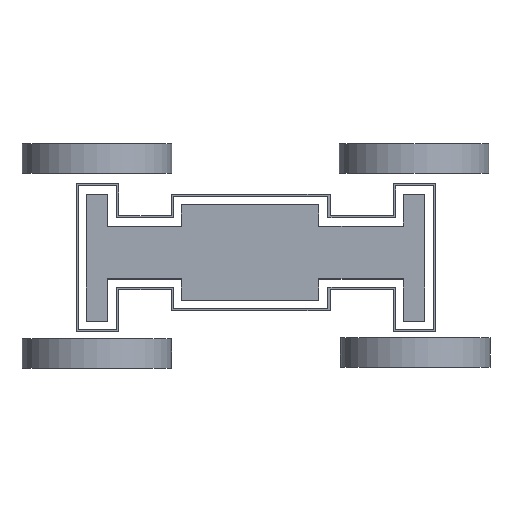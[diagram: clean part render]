
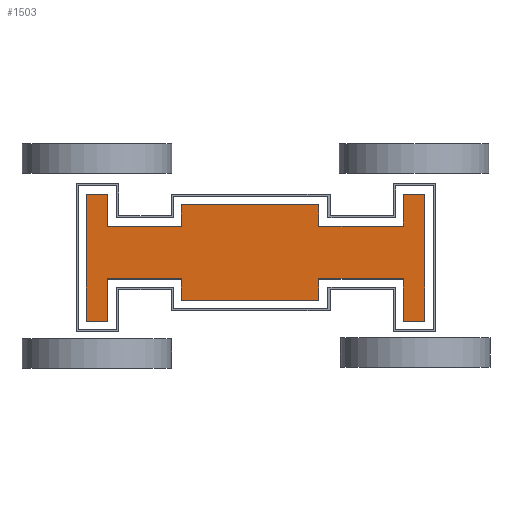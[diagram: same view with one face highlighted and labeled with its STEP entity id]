
A CAD part, top view. The second image highlights one B-rep face of the part: STEP entity #1503.
In plain terms, the highlighted planar face has unit normal (0, 0, 1).
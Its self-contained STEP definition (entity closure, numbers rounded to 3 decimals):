
#105=PLANE('',#1618);
#185=FACE_OUTER_BOUND('',#275,.T.);
#275=EDGE_LOOP('',(#1377,#1378,#1379,#1380,#1381,#1382,#1383,#1384,#1385,
#1386,#1387,#1388,#1389,#1390,#1391,#1392,#1393,#1394,#1395,#1396));
#407=LINE('',#2308,#595);
#410=LINE('',#2314,#598);
#413=LINE('',#2320,#601);
#416=LINE('',#2326,#604);
#419=LINE('',#2332,#607);
#422=LINE('',#2338,#610);
#425=LINE('',#2344,#613);
#428=LINE('',#2350,#616);
#431=LINE('',#2356,#619);
#434=LINE('',#2362,#622);
#437=LINE('',#2368,#625);
#440=LINE('',#2374,#628);
#443=LINE('',#2380,#631);
#446=LINE('',#2386,#634);
#449=LINE('',#2392,#637);
#452=LINE('',#2398,#640);
#455=LINE('',#2404,#643);
#458=LINE('',#2410,#646);
#461=LINE('',#2416,#649);
#464=LINE('',#2420,#652);
#595=VECTOR('',#1902,10.);
#598=VECTOR('',#1907,10.);
#601=VECTOR('',#1912,10.);
#604=VECTOR('',#1917,10.);
#607=VECTOR('',#1922,10.);
#610=VECTOR('',#1927,10.);
#613=VECTOR('',#1932,10.);
#616=VECTOR('',#1937,10.);
#619=VECTOR('',#1942,10.);
#622=VECTOR('',#1947,10.);
#625=VECTOR('',#1952,10.);
#628=VECTOR('',#1957,10.);
#631=VECTOR('',#1962,10.);
#634=VECTOR('',#1967,10.);
#637=VECTOR('',#1972,10.);
#640=VECTOR('',#1977,10.);
#643=VECTOR('',#1982,10.);
#646=VECTOR('',#1987,10.);
#649=VECTOR('',#1992,10.);
#652=VECTOR('',#1997,10.);
#767=VERTEX_POINT('',#2305);
#768=VERTEX_POINT('',#2307);
#770=VERTEX_POINT('',#2313);
#772=VERTEX_POINT('',#2319);
#774=VERTEX_POINT('',#2325);
#776=VERTEX_POINT('',#2331);
#778=VERTEX_POINT('',#2337);
#780=VERTEX_POINT('',#2343);
#782=VERTEX_POINT('',#2349);
#784=VERTEX_POINT('',#2355);
#786=VERTEX_POINT('',#2361);
#788=VERTEX_POINT('',#2367);
#790=VERTEX_POINT('',#2373);
#792=VERTEX_POINT('',#2379);
#794=VERTEX_POINT('',#2385);
#796=VERTEX_POINT('',#2391);
#798=VERTEX_POINT('',#2397);
#800=VERTEX_POINT('',#2403);
#802=VERTEX_POINT('',#2409);
#804=VERTEX_POINT('',#2415);
#951=EDGE_CURVE('',#768,#767,#407,.T.);
#954=EDGE_CURVE('',#770,#768,#410,.T.);
#957=EDGE_CURVE('',#772,#770,#413,.T.);
#960=EDGE_CURVE('',#774,#772,#416,.T.);
#963=EDGE_CURVE('',#776,#774,#419,.T.);
#966=EDGE_CURVE('',#778,#776,#422,.T.);
#969=EDGE_CURVE('',#780,#778,#425,.T.);
#972=EDGE_CURVE('',#782,#780,#428,.T.);
#975=EDGE_CURVE('',#784,#782,#431,.T.);
#978=EDGE_CURVE('',#786,#784,#434,.T.);
#981=EDGE_CURVE('',#788,#786,#437,.T.);
#984=EDGE_CURVE('',#790,#788,#440,.T.);
#987=EDGE_CURVE('',#792,#790,#443,.T.);
#990=EDGE_CURVE('',#794,#792,#446,.T.);
#993=EDGE_CURVE('',#796,#794,#449,.T.);
#996=EDGE_CURVE('',#798,#796,#452,.T.);
#999=EDGE_CURVE('',#800,#798,#455,.T.);
#1002=EDGE_CURVE('',#802,#800,#458,.T.);
#1005=EDGE_CURVE('',#804,#802,#461,.T.);
#1008=EDGE_CURVE('',#767,#804,#464,.T.);
#1377=ORIENTED_EDGE('',*,*,#1008,.T.);
#1378=ORIENTED_EDGE('',*,*,#1005,.T.);
#1379=ORIENTED_EDGE('',*,*,#1002,.T.);
#1380=ORIENTED_EDGE('',*,*,#999,.T.);
#1381=ORIENTED_EDGE('',*,*,#996,.T.);
#1382=ORIENTED_EDGE('',*,*,#993,.T.);
#1383=ORIENTED_EDGE('',*,*,#990,.T.);
#1384=ORIENTED_EDGE('',*,*,#987,.T.);
#1385=ORIENTED_EDGE('',*,*,#984,.T.);
#1386=ORIENTED_EDGE('',*,*,#981,.T.);
#1387=ORIENTED_EDGE('',*,*,#978,.T.);
#1388=ORIENTED_EDGE('',*,*,#975,.T.);
#1389=ORIENTED_EDGE('',*,*,#972,.T.);
#1390=ORIENTED_EDGE('',*,*,#969,.T.);
#1391=ORIENTED_EDGE('',*,*,#966,.T.);
#1392=ORIENTED_EDGE('',*,*,#963,.T.);
#1393=ORIENTED_EDGE('',*,*,#960,.T.);
#1394=ORIENTED_EDGE('',*,*,#957,.T.);
#1395=ORIENTED_EDGE('',*,*,#954,.T.);
#1396=ORIENTED_EDGE('',*,*,#951,.T.);
#1503=ADVANCED_FACE('',(#185),#105,.T.);
#1618=AXIS2_PLACEMENT_3D('',#2421,#1998,#1999);
#1902=DIRECTION('',(0.,1.,0.));
#1907=DIRECTION('',(-1.,0.,0.));
#1912=DIRECTION('',(0.,-1.,0.));
#1917=DIRECTION('',(-1.,0.,0.));
#1922=DIRECTION('',(0.,1.,0.));
#1927=DIRECTION('',(-1.,0.,0.));
#1932=DIRECTION('',(0.,-1.,0.));
#1937=DIRECTION('',(-1.,0.,0.));
#1942=DIRECTION('',(0.,1.,0.));
#1947=DIRECTION('',(1.,0.,0.));
#1952=DIRECTION('',(0.,-1.,0.));
#1957=DIRECTION('',(1.,0.,0.));
#1962=DIRECTION('',(0.,1.,0.));
#1967=DIRECTION('',(1.,0.,0.));
#1972=DIRECTION('',(0.,-1.,0.));
#1977=DIRECTION('',(1.,0.,0.));
#1982=DIRECTION('',(0.,1.,0.));
#1987=DIRECTION('',(1.,0.,0.));
#1992=DIRECTION('',(0.,-1.,0.));
#1997=DIRECTION('',(-1.,0.,0.));
#1998=DIRECTION('center_axis',(0.,0.,1.));
#1999=DIRECTION('ref_axis',(1.,0.,0.));
#2305=CARTESIAN_POINT('',(80.,-10.,59.5));
#2307=CARTESIAN_POINT('',(80.,-25.,59.5));
#2308=CARTESIAN_POINT('',(80.,-10.,59.5));
#2313=CARTESIAN_POINT('',(115.,-25.,59.5));
#2314=CARTESIAN_POINT('',(70.,-25.,59.5));
#2319=CARTESIAN_POINT('',(115.,-15.,59.5));
#2320=CARTESIAN_POINT('',(115.,-60.,59.5));
#2325=CARTESIAN_POINT('',(180.,-15.,59.5));
#2326=CARTESIAN_POINT('',(115.,-15.,59.5));
#2331=CARTESIAN_POINT('',(180.,-25.,59.5));
#2332=CARTESIAN_POINT('',(180.,-15.,59.5));
#2337=CARTESIAN_POINT('',(220.,-25.,59.5));
#2338=CARTESIAN_POINT('',(180.,-25.,59.5));
#2343=CARTESIAN_POINT('',(220.,-10.,59.5));
#2344=CARTESIAN_POINT('',(220.,-70.,59.5));
#2349=CARTESIAN_POINT('',(230.,-10.,59.5));
#2350=CARTESIAN_POINT('',(220.,-10.,59.5));
#2355=CARTESIAN_POINT('',(230.,-70.,59.5));
#2356=CARTESIAN_POINT('',(230.,-10.,59.5));
#2361=CARTESIAN_POINT('',(220.,-70.,59.5));
#2362=CARTESIAN_POINT('',(230.,-70.,59.5));
#2367=CARTESIAN_POINT('',(220.,-50.,59.5));
#2368=CARTESIAN_POINT('',(220.,-70.,59.5));
#2373=CARTESIAN_POINT('',(180.,-50.,59.5));
#2374=CARTESIAN_POINT('',(220.,-50.,59.5));
#2379=CARTESIAN_POINT('',(180.,-60.,59.5));
#2380=CARTESIAN_POINT('',(180.,-15.,59.5));
#2385=CARTESIAN_POINT('',(115.,-60.,59.5));
#2386=CARTESIAN_POINT('',(180.,-60.,59.5));
#2391=CARTESIAN_POINT('',(115.,-50.,59.5));
#2392=CARTESIAN_POINT('',(115.,-60.,59.5));
#2397=CARTESIAN_POINT('',(80.,-50.,59.5));
#2398=CARTESIAN_POINT('',(115.,-50.,59.5));
#2403=CARTESIAN_POINT('',(80.,-70.,59.5));
#2404=CARTESIAN_POINT('',(80.,-10.,59.5));
#2409=CARTESIAN_POINT('',(70.,-70.,59.5));
#2410=CARTESIAN_POINT('',(80.,-70.,59.5));
#2415=CARTESIAN_POINT('',(70.,-10.,59.5));
#2416=CARTESIAN_POINT('',(70.,-70.,59.5));
#2420=CARTESIAN_POINT('',(70.,-10.,59.5));
#2421=CARTESIAN_POINT('Origin',(150.,-40.,59.5));
